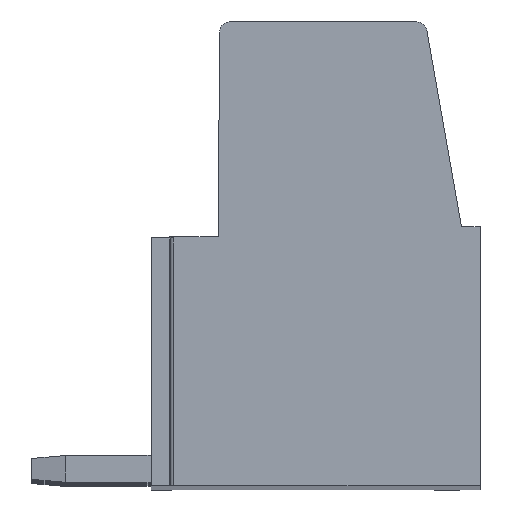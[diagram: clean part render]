
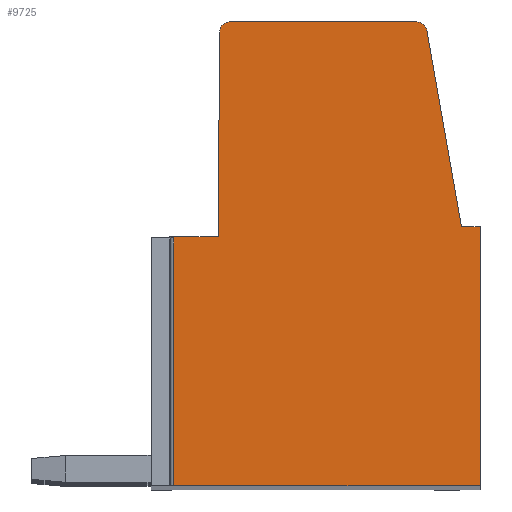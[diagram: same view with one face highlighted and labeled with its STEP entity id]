
A CAD part, top view. The second image highlights one B-rep face of the part: STEP entity #9725.
In plain terms, the highlighted planar face has unit normal (0, 0, 1).
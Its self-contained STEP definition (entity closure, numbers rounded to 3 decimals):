
#1675=DIRECTION('',(0.,1.,0.));
#1676=VECTOR('',#1675,7.4);
#1677=CARTESIAN_POINT('',(-4.225,-7.4,2.5));
#1678=LINE('',#1677,#1676);
#1679=DIRECTION('',(-1.,0.,0.));
#1680=VECTOR('',#1679,1.325);
#1681=CARTESIAN_POINT('',(-2.9,0.,2.5));
#1682=LINE('',#1681,#1680);
#1683=DIRECTION('',(-0.007,-1.,0.));
#1684=VECTOR('',#1683,6.1);
#1685=CARTESIAN_POINT('',(-2.859,6.1,2.5));
#1686=LINE('',#1685,#1684);
#1687=CARTESIAN_POINT('',(-2.557,6.098,2.5));
#1688=DIRECTION('',(0.,0.,1.));
#1689=DIRECTION('',(0.,1.,0.));
#1690=AXIS2_PLACEMENT_3D('',#1687,#1688,#1689);
#1692=DIRECTION('',(-1.,0.,0.));
#1693=VECTOR('',#1692,5.57);
#1694=CARTESIAN_POINT('',(3.013,6.4,2.5));
#1695=LINE('',#1694,#1693);
#1696=CARTESIAN_POINT('',(3.013,6.098,2.5));
#1697=DIRECTION('',(0.,0.,1.));
#1698=DIRECTION('',(0.985,0.173,0.));
#1699=AXIS2_PLACEMENT_3D('',#1696,#1697,#1698);
#1701=DIRECTION('',(-0.173,0.985,0.));
#1702=VECTOR('',#1701,5.94);
#1703=CARTESIAN_POINT('',(4.34,0.3,2.5));
#1704=LINE('',#1703,#1702);
#1705=DIRECTION('',(-1.,0.,0.));
#1706=VECTOR('',#1705,0.56);
#1707=CARTESIAN_POINT('',(4.9,0.3,2.5));
#1708=LINE('',#1707,#1706);
#1709=DIRECTION('',(0.,1.,0.));
#1710=VECTOR('',#1709,7.7);
#1711=CARTESIAN_POINT('',(4.9,-7.4,2.5));
#1712=LINE('',#1711,#1710);
#1713=DIRECTION('',(1.,0.,0.));
#1714=VECTOR('',#1713,9.125);
#1715=CARTESIAN_POINT('',(-4.225,-7.4,2.5));
#1716=LINE('',#1715,#1714);
#5763=CARTESIAN_POINT('',(4.9,-7.4,2.5));
#5764=CARTESIAN_POINT('',(4.9,0.3,2.5));
#5765=VERTEX_POINT('',#5763);
#5766=VERTEX_POINT('',#5764);
#5767=CARTESIAN_POINT('',(4.34,0.3,2.5));
#5768=VERTEX_POINT('',#5767);
#5769=CARTESIAN_POINT('',(3.311,6.15,2.5));
#5770=VERTEX_POINT('',#5769);
#5771=CARTESIAN_POINT('',(3.013,6.4,2.5));
#5772=VERTEX_POINT('',#5771);
#5773=CARTESIAN_POINT('',(-2.557,6.4,2.5));
#5774=VERTEX_POINT('',#5773);
#5775=CARTESIAN_POINT('',(-2.859,6.1,2.5));
#5776=VERTEX_POINT('',#5775);
#5777=CARTESIAN_POINT('',(-2.9,0.,2.5));
#5778=VERTEX_POINT('',#5777);
#5823=CARTESIAN_POINT('',(-4.225,-7.4,2.5));
#5824=CARTESIAN_POINT('',(-4.225,0.,2.5));
#5825=VERTEX_POINT('',#5823);
#5826=VERTEX_POINT('',#5824);
#9701=CARTESIAN_POINT('',(0.,0.,2.5));
#9702=DIRECTION('',(0.,0.,1.));
#9703=DIRECTION('',(1.,0.,0.));
#9704=AXIS2_PLACEMENT_3D('',#9701,#9702,#9703);
#9705=PLANE('',#9704);
#9706=ORIENTED_EDGE('',*,*,#9693,.T.);
#9707=ORIENTED_EDGE('',*,*,#7372,.F.);
#9709=ORIENTED_EDGE('',*,*,#9708,.F.);
#9711=ORIENTED_EDGE('',*,*,#9710,.F.);
#9713=ORIENTED_EDGE('',*,*,#9712,.F.);
#9715=ORIENTED_EDGE('',*,*,#9714,.F.);
#9717=ORIENTED_EDGE('',*,*,#9716,.F.);
#9719=ORIENTED_EDGE('',*,*,#9718,.F.);
#9721=ORIENTED_EDGE('',*,*,#9720,.F.);
#9722=ORIENTED_EDGE('',*,*,#7560,.F.);
#9723=EDGE_LOOP('',(#9706,#9707,#9709,#9711,#9713,#9715,#9717,#9719,#9721,
#9722));
#9724=FACE_OUTER_BOUND('',#9723,.F.);
#1691=CIRCLE('',#1690,0.302);
#1700=CIRCLE('',#1699,0.302);
#7372=EDGE_CURVE('',#5778,#5826,#1682,.T.);
#7560=EDGE_CURVE('',#5825,#5765,#1716,.T.);
#9693=EDGE_CURVE('',#5825,#5826,#1678,.T.);
#9708=EDGE_CURVE('',#5776,#5778,#1686,.T.);
#9710=EDGE_CURVE('',#5774,#5776,#1691,.T.);
#9712=EDGE_CURVE('',#5772,#5774,#1695,.T.);
#9714=EDGE_CURVE('',#5770,#5772,#1700,.T.);
#9716=EDGE_CURVE('',#5768,#5770,#1704,.T.);
#9718=EDGE_CURVE('',#5766,#5768,#1708,.T.);
#9720=EDGE_CURVE('',#5765,#5766,#1712,.T.);
#9725=ADVANCED_FACE('',(#9724),#9705,.T.);
